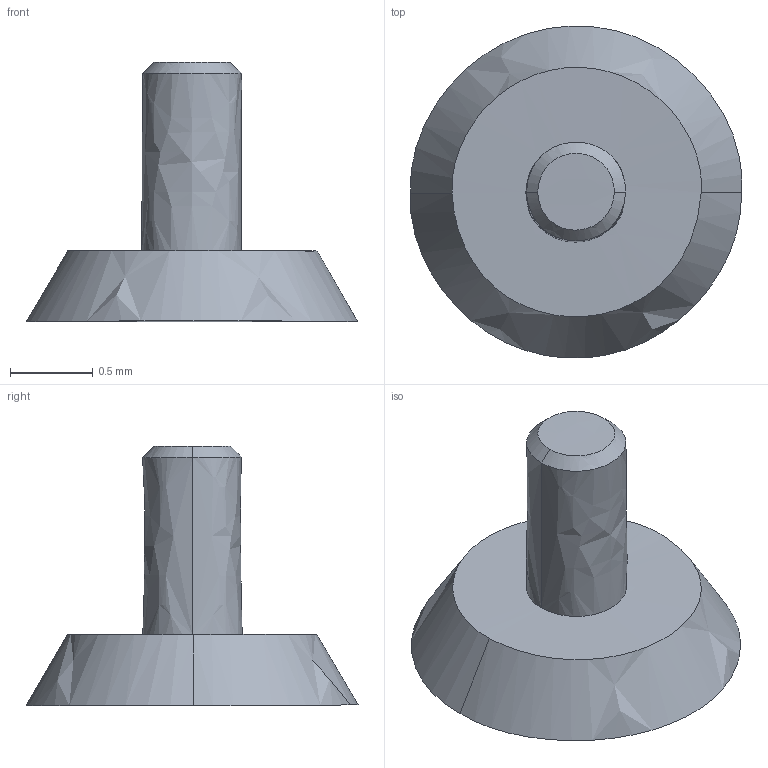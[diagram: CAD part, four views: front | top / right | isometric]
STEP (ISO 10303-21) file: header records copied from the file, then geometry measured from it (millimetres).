
FILE_DESCRIPTION(('Open CASCADE Model'),'2;1');
FILE_NAME('Open CASCADE Shape Model','2024-12-05T03:07:59',('Author'),( 'Open CASCADE'),'Open CASCADE STEP processor 7.5','Open CASCADE 7.5' ,'Unknown');
FILE_SCHEMA(('CONFIG_CONTROL_DESIGN'));
Length unit declared in the file: millimetre
Products named in the file (1): Open CASCADE STEP translator 7.5 5863
Bounding box: 2 x 2.01 x 1.57 mm (x, y, z)
Volume: 1.1 mm3; surface area: 9.6 mm2
Topology: 1 solids, 1 shells, 9 faces, 16 edges, 10 vertices
Faces by surface type: bspline 9
Entity records: 695 total; most frequent: CARTESIAN_POINT 424, B_SPLINE_CURVE_WITH_KNOTS 48, ORIENTED_EDGE 32, PCURVE 32, DEFINITIONAL_REPRESENTATION 32, EDGE_CURVE 16, SURFACE_CURVE 16, FACE_BOUND 10
